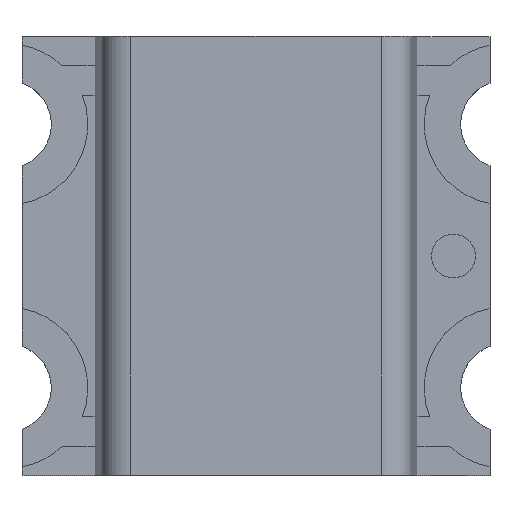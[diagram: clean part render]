
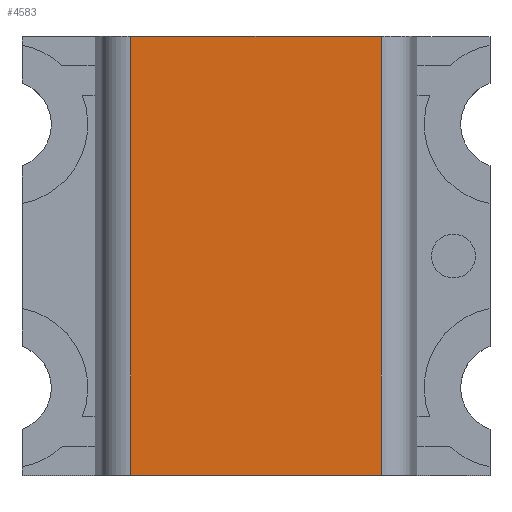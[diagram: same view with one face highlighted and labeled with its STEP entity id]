
A CAD part, top view. The second image highlights one B-rep face of the part: STEP entity #4583.
In plain terms, the highlighted planar face has unit normal (0, 0, 1).
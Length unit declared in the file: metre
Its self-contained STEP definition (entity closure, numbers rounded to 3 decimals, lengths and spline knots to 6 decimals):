
#287=ORIENTED_EDGE('',*,*,#1656,.F.);
#288=ORIENTED_EDGE('',*,*,#1655,.T.);
#289=ORIENTED_EDGE('',*,*,#1657,.T.);
#290=ORIENTED_EDGE('',*,*,#1658,.F.);
#1655=EDGE_CURVE('',#2338,#2339,#2796,.T.);
#1656=EDGE_CURVE('',#2338,#2340,#2797,.T.);
#1657=EDGE_CURVE('',#2339,#2341,#2798,.T.);
#1658=EDGE_CURVE('',#2340,#2341,#2799,.T.);
#2338=VERTEX_POINT('',#6430);
#2339=VERTEX_POINT('',#6432);
#2340=VERTEX_POINT('',#6436);
#2341=VERTEX_POINT('',#6438);
#2796=LINE('',#6433,#3339);
#2797=LINE('',#6435,#3340);
#2798=LINE('',#6437,#3341);
#2799=LINE('',#6439,#3342);
#3339=VECTOR('',#5257,1.);
#3340=VECTOR('',#5260,1.);
#3341=VECTOR('',#5261,1.);
#3342=VECTOR('',#5262,1.);
#3880=EDGE_LOOP('',(#287,#288,#289,#290));
#4141=FACE_BOUND('',#3880,.T.);
#4401=PLANE('',#4932);
#4583=ADVANCED_FACE('',(#4141),#4401,.F.);
#4932=AXIS2_PLACEMENT_3D('',#6434,#5258,#5259);
#5257=DIRECTION('',(0.,1.,0.));
#5258=DIRECTION('',(0.,0.,-1.));
#5259=DIRECTION('',(-1.,0.,0.));
#5260=DIRECTION('',(-1.,0.,0.));
#5261=DIRECTION('',(-1.,0.,0.));
#5262=DIRECTION('',(0.,1.,0.));
#6430=CARTESIAN_POINT('',(0.000429,-0.0015,0.0008));
#6432=CARTESIAN_POINT('',(0.000429,0.,0.0008));
#6433=CARTESIAN_POINT('',(0.000429,-0.001502,0.0008));
#6434=CARTESIAN_POINT('',(0.,-0.001502,0.0008));
#6435=CARTESIAN_POINT('',(0.,-0.0015,0.0008));
#6436=CARTESIAN_POINT('',(-0.000429,-0.0015,0.0008));
#6437=CARTESIAN_POINT('',(0.,0.,0.0008));
#6438=CARTESIAN_POINT('',(-0.000429,0.,0.0008));
#6439=CARTESIAN_POINT('',(-0.000429,-0.001502,0.0008));
